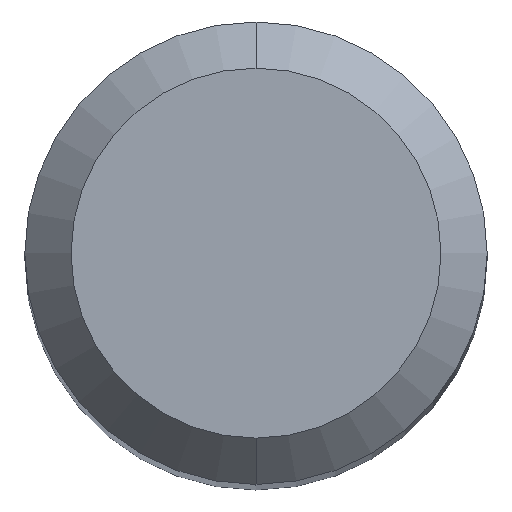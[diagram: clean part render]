
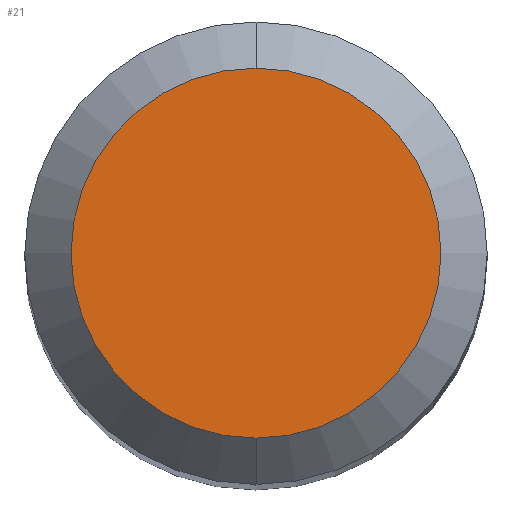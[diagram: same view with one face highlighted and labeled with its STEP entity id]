
A CAD part, top view. The second image highlights one B-rep face of the part: STEP entity #21.
In plain terms, the highlighted planar face has unit normal (0, 0, 1).
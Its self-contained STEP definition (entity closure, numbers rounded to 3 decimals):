
#4 = EDGE_LOOP ( 'NONE', ( #126, #205 ) ) ;
#21 = ADVANCED_FACE ( 'NONE', ( #58 ), #114, .T. ) ;
#58 = FACE_OUTER_BOUND ( 'NONE', #4, .T. ) ;
#68 = DIRECTION ( 'NONE',  ( 0., 0., 1. ) ) ;
#75 = CARTESIAN_POINT ( 'NONE',  ( 0., 0., 57. ) ) ;
#100 = AXIS2_PLACEMENT_3D ( 'NONE', #298, #292, #217 ) ;
#114 = PLANE ( 'NONE',  #289 ) ;
#123 = DIRECTION ( 'NONE',  ( 0., 0., 1. ) ) ;
#126 = ORIENTED_EDGE ( 'NONE', *, *, #277, .T. ) ;
#132 = CARTESIAN_POINT ( 'NONE',  ( 0., -2.4, 57. ) ) ;
#139 = CARTESIAN_POINT ( 'NONE',  ( 0., 0., 57. ) ) ;
#151 = DIRECTION ( 'NONE',  ( 0., -1., 0. ) ) ;
#155 = EDGE_CURVE ( 'NONE', #175, #212, #329, .T. ) ;
#175 = VERTEX_POINT ( 'NONE', #132 ) ;
#205 = ORIENTED_EDGE ( 'NONE', *, *, #155, .T. ) ;
#212 = VERTEX_POINT ( 'NONE', #312 ) ;
#217 = DIRECTION ( 'NONE',  ( 0., -1., 0. ) ) ;
#274 = DIRECTION ( 'NONE',  ( 0., -1., 0. ) ) ;
#276 = CIRCLE ( 'NONE', #100, 2.4 ) ;
#277 = EDGE_CURVE ( 'NONE', #212, #175, #276, .T. ) ;
#289 = AXIS2_PLACEMENT_3D ( 'NONE', #139, #68, #274 ) ;
#292 = DIRECTION ( 'NONE',  ( 0., 0., 1. ) ) ;
#298 = CARTESIAN_POINT ( 'NONE',  ( 0., 0., 57. ) ) ;
#312 = CARTESIAN_POINT ( 'NONE',  ( 0., 2.4, 57. ) ) ;
#315 = AXIS2_PLACEMENT_3D ( 'NONE', #75, #123, #151 ) ;
#329 = CIRCLE ( 'NONE', #315, 2.4 ) ;
